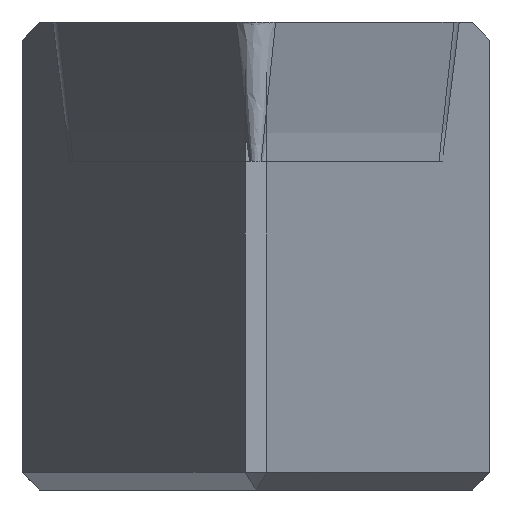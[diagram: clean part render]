
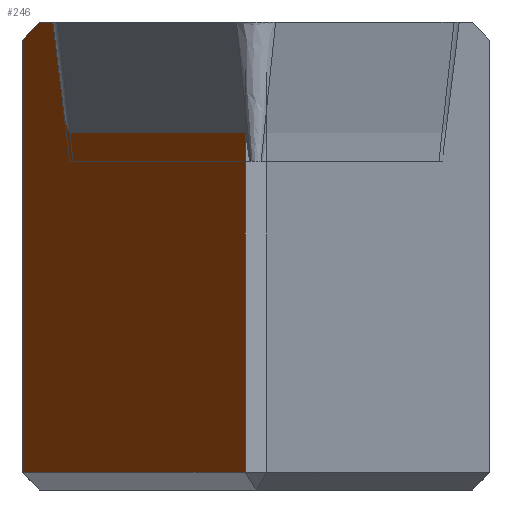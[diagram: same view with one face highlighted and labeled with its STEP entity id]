
A CAD part, left-side view. The second image highlights one B-rep face of the part: STEP entity #246.
In plain terms, the highlighted planar face has unit normal (-0.462, 0.887, 0).
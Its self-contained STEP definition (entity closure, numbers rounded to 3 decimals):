
#65=PLANE('',#609);
#94=FACE_OUTER_BOUND('',#297,.T.);
#136=LINE('',#1139,#191);
#137=LINE('',#1141,#192);
#138=LINE('',#1144,#193);
#139=LINE('',#1145,#194);
#140=LINE('',#1147,#195);
#191=VECTOR('',#673,1.);
#192=VECTOR('',#676,1.);
#193=VECTOR('',#677,1.);
#194=VECTOR('',#678,1.);
#195=VECTOR('',#679,1.);
#246=ADVANCED_FACE('',(#94),#65,.T.);
#297=EDGE_LOOP('',(#380,#381,#382,#383,#384));
#380=ORIENTED_EDGE('',*,*,#550,.F.);
#381=ORIENTED_EDGE('',*,*,#551,.T.);
#382=ORIENTED_EDGE('',*,*,#549,.F.);
#383=ORIENTED_EDGE('',*,*,#552,.T.);
#384=ORIENTED_EDGE('',*,*,#553,.T.);
#490=VERTEX_POINT('',#1133);
#493=VERTEX_POINT('',#1138);
#494=VERTEX_POINT('',#1142);
#495=VERTEX_POINT('',#1143);
#496=VERTEX_POINT('',#1146);
#549=EDGE_CURVE('',#493,#490,#136,.T.);
#550=EDGE_CURVE('',#494,#495,#137,.T.);
#551=EDGE_CURVE('',#494,#490,#138,.T.);
#552=EDGE_CURVE('',#493,#496,#139,.T.);
#553=EDGE_CURVE('',#496,#495,#140,.T.);
#609=AXIS2_PLACEMENT_3D('',#1148,#680,#681);
#673=DIRECTION('',(0.,0.,1.));
#676=DIRECTION('',(-0.887,-0.462,0.));
#677=DIRECTION('',(0.805,0.419,-0.419));
#678=DIRECTION('',(-0.887,-0.462,0.));
#679=DIRECTION('',(0.,0.,1.));
#680=DIRECTION('',(-0.462,0.887,0.));
#681=DIRECTION('',(-0.887,-0.462,0.));
#1133=CARTESIAN_POINT('',(8.191,4.,-0.31));
#1138=CARTESIAN_POINT('',(8.191,4.,-7.71));
#1139=CARTESIAN_POINT('',(8.191,4.,-8.01));
#1141=CARTESIAN_POINT('',(8.191,4.,-0.01));
#1142=CARTESIAN_POINT('',(7.615,3.7,-0.01));
#1143=CARTESIAN_POINT('',(0.862,0.185,-0.01));
#1144=CARTESIAN_POINT('',(10.791,5.353,-1.663));
#1145=CARTESIAN_POINT('',(0.862,0.185,-7.71));
#1146=CARTESIAN_POINT('',(0.862,0.185,-7.71));
#1147=CARTESIAN_POINT('',(0.862,0.185,-8.01));
#1148=CARTESIAN_POINT('',(8.191,4.,-8.01));
